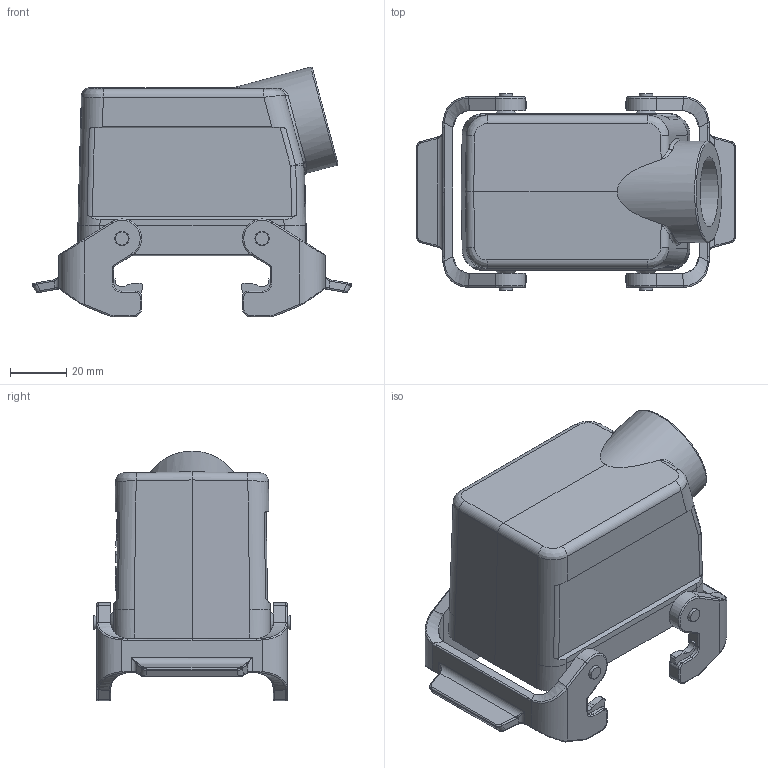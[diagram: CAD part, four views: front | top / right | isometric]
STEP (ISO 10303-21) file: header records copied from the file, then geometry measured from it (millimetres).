
FILE_DESCRIPTION(/* description */ (''),/* implementation_level */ '2;1');
FILE_NAME(/* name */ '100614928ugm000_e.stp',/* time_stamp */ '2021-10-26T11:42:44+02:00',/* author */ (''),/* organization */ (''),/* preprocessor_version */ 'ST-DEVELOPER v16.7',/* originating_system */ 'SIEMENS PLM Software NX 1911',/* authorisation */ '');
FILE_SCHEMA (('AUTOMOTIVE_DESIGN { 1 0 10303 214 3 1 1 1 }'));
Length unit declared in the file: millimetre
Products named in the file (1): 100614928ugm000_e
Bounding box: 113.79 x 70.2 x 89.19 mm (x, y, z)
Volume: 92865.1 mm3; surface area: 53202 mm2
Topology: 3 solids, 3 shells, 680 faces, 1703 edges, 1041 vertices
Faces by surface type: plane 273, cylinder 224, bspline 164, cone 8, extrusion 8, sphere 2, torus 1
Full cylindrical faces by diameter (mm): 3 x8, 5.1 x4, 21 x1, 25 x1, 36.25 x1
Entity records: 24865 total; most frequent: CARTESIAN_POINT 8452, ORIENTED_EDGE 3288, DIRECTION 2961, EDGE_CURVE 1644, VERTEX_POINT 1024, AXIS2_PLACEMENT_3D 1022, VECTOR 917, LINE 909
